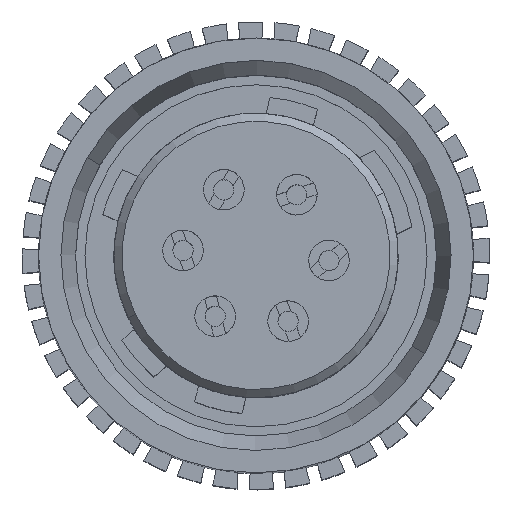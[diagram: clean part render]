
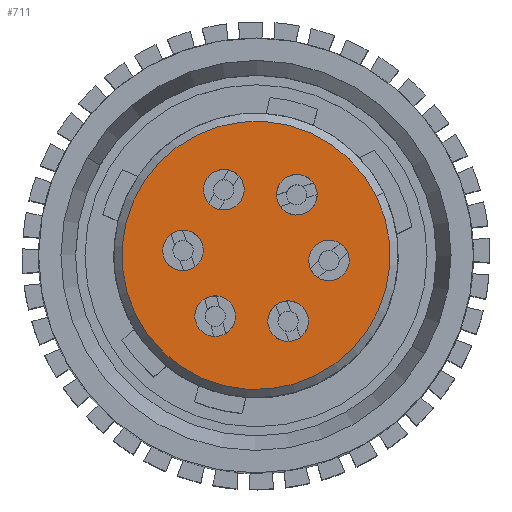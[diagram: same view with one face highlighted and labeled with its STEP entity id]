
A CAD part, top view. The second image highlights one B-rep face of the part: STEP entity #711.
In plain terms, the highlighted planar face has unit normal (0, 0, 1).
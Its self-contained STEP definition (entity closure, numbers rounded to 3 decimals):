
#228 = EDGE_CURVE ( 'NONE', #9383, #32901, #36164, .T. ) ;
#477 = CIRCLE ( 'NONE', #3028, 0.5 ) ;
#711 = ADVANCED_FACE ( 'NONE', ( #5647, #38965, #18675, #51242, #47238, #41923, #21892 ), #1629, .T. ) ;
#1343 = AXIS2_PLACEMENT_3D ( 'NONE', #8234, #21265, #3968 ) ;
#1629 = PLANE ( 'NONE',  #6481 ) ;
#1648 = DIRECTION ( 'NONE',  ( 0.898, 0.439, 0. ) ) ;
#2367 = AXIS2_PLACEMENT_3D ( 'NONE', #16684, #40720, #4175 ) ;
#2610 = DIRECTION ( 'NONE',  ( 0., 0., 1. ) ) ;
#2806 = DIRECTION ( 'NONE',  ( 0.898, 0.439, 0. ) ) ;
#2840 = EDGE_CURVE ( 'NONE', #20833, #10030, #28827, .T. ) ;
#3028 = AXIS2_PLACEMENT_3D ( 'NONE', #51102, #26283, #50841 ) ;
#3080 = DIRECTION ( 'NONE',  ( 0., 0., -1. ) ) ;
#3474 = CARTESIAN_POINT ( 'NONE',  ( -1.24, 1.397, 16.2 ) ) ;
#3635 = DIRECTION ( 'NONE',  ( 0.898, 0.439, 0. ) ) ;
#3968 = DIRECTION ( 'NONE',  ( 0.898, 0.439, 0. ) ) ;
#4175 = DIRECTION ( 'NONE',  ( 0.898, 0.439, 0. ) ) ;
#4642 = AXIS2_PLACEMENT_3D ( 'NONE', #40183, #7375, #3635 ) ;
#4966 = CIRCLE ( 'NONE', #31342, 0.5 ) ;
#5647 = FACE_OUTER_BOUND ( 'NONE', #12473, .T. ) ;
#6169 = CARTESIAN_POINT ( 'NONE',  ( -1.005, -1.493, 16.2 ) ) ;
#6481 = AXIS2_PLACEMENT_3D ( 'NONE', #12851, #41944, #20861 ) ;
#6621 = VERTEX_POINT ( 'NONE', #9219 ) ;
#6722 = VERTEX_POINT ( 'NONE', #6994 ) ;
#6994 = CARTESIAN_POINT ( 'NONE',  ( 2.964, 1.45, 16.2 ) ) ;
#7375 = DIRECTION ( 'NONE',  ( 0., 0., 1. ) ) ;
#7947 = VERTEX_POINT ( 'NONE', #23598 ) ;
#8063 = ORIENTED_EDGE ( 'NONE', *, *, #19929, .F. ) ;
#8083 = DIRECTION ( 'NONE',  ( 0., 0., 1. ) ) ;
#8234 = CARTESIAN_POINT ( 'NONE',  ( -1.005, -1.493, 16.2 ) ) ;
#8378 = AXIS2_PLACEMENT_3D ( 'NONE', #48457, #11116, #43671 ) ;
#8701 = EDGE_CURVE ( 'NONE', #7947, #21187, #37054, .T. ) ;
#9219 = CARTESIAN_POINT ( 'NONE',  ( -2.964, -1.45, 16.2 ) ) ;
#9371 = ORIENTED_EDGE ( 'NONE', *, *, #12138, .F. ) ;
#9383 = VERTEX_POINT ( 'NONE', #25958 ) ;
#9423 = EDGE_LOOP ( 'NONE', ( #10940, #16191 ) ) ;
#10030 = VERTEX_POINT ( 'NONE', #3474 ) ;
#10549 = CARTESIAN_POINT ( 'NONE',  ( 0., 0., 16.2 ) ) ;
#10940 = ORIENTED_EDGE ( 'NONE', *, *, #35895, .F. ) ;
#11116 = DIRECTION ( 'NONE',  ( 0., 0., 1. ) ) ;
#11185 = EDGE_CURVE ( 'NONE', #38902, #22909, #41707, .T. ) ;
#11249 = VERTEX_POINT ( 'NONE', #48829 ) ;
#12138 = EDGE_CURVE ( 'NONE', #6722, #6621, #31609, .T. ) ;
#12473 = EDGE_LOOP ( 'NONE', ( #9371, #46335 ) ) ;
#12631 = CARTESIAN_POINT ( 'NONE',  ( 0.342, -1.837, 16.2 ) ) ;
#12851 = CARTESIAN_POINT ( 'NONE',  ( 1.395, -2.852, 16.2 ) ) ;
#14245 = DIRECTION ( 'NONE',  ( 0., 0., 1. ) ) ;
#14566 = AXIS2_PLACEMENT_3D ( 'NONE', #10549, #3080, #2806 ) ;
#14681 = DIRECTION ( 'NONE',  ( 0.898, 0.439, 0. ) ) ;
#14861 = CARTESIAN_POINT ( 'NONE',  ( 1.796, -0.123, 16.2 ) ) ;
#15119 = CIRCLE ( 'NONE', #2367, 0.5 ) ;
#15214 = CARTESIAN_POINT ( 'NONE',  ( 0.556, 1.274, 16.2 ) ) ;
#15543 = DIRECTION ( 'NONE',  ( -0.898, -0.439, 0. ) ) ;
#15695 = CIRCLE ( 'NONE', #22505, 3.3 ) ;
#16191 = ORIENTED_EDGE ( 'NONE', *, *, #22919, .F. ) ;
#16684 = CARTESIAN_POINT ( 'NONE',  ( 0.791, -1.617, 16.2 ) ) ;
#17461 = VERTEX_POINT ( 'NONE', #12631 ) ;
#18675 = FACE_BOUND ( 'NONE', #48498, .T. ) ;
#19010 = EDGE_CURVE ( 'NONE', #28176, #17461, #51799, .T. ) ;
#19929 = EDGE_CURVE ( 'NONE', #22909, #38902, #477, .T. ) ;
#20312 = CARTESIAN_POINT ( 'NONE',  ( -1.347, 0.343, 16.2 ) ) ;
#20542 = VERTEX_POINT ( 'NONE', #49595 ) ;
#20757 = EDGE_LOOP ( 'NONE', ( #44482, #39253 ) ) ;
#20833 = VERTEX_POINT ( 'NONE', #37001 ) ;
#20861 = DIRECTION ( 'NONE',  ( -0.898, -0.439, 0. ) ) ;
#21084 = AXIS2_PLACEMENT_3D ( 'NONE', #34970, #51245, #14681 ) ;
#21187 = VERTEX_POINT ( 'NONE', #23614 ) ;
#21265 = DIRECTION ( 'NONE',  ( 0., 0., 1. ) ) ;
#21892 = FACE_BOUND ( 'NONE', #29639, .T. ) ;
#22505 = AXIS2_PLACEMENT_3D ( 'NONE', #45930, #38192, #1648 ) ;
#22579 = CIRCLE ( 'NONE', #33673, 0.5 ) ;
#22909 = VERTEX_POINT ( 'NONE', #38442 ) ;
#22919 = EDGE_CURVE ( 'NONE', #20542, #11249, #22579, .T. ) ;
#23488 = DIRECTION ( 'NONE',  ( -0.898, -0.439, 0. ) ) ;
#23598 = CARTESIAN_POINT ( 'NONE',  ( 1.347, -0.343, 16.2 ) ) ;
#23614 = CARTESIAN_POINT ( 'NONE',  ( 2.245, 0.096, 16.2 ) ) ;
#24348 = CIRCLE ( 'NONE', #1343, 0.5 ) ;
#25327 = EDGE_CURVE ( 'NONE', #21187, #7947, #4966, .T. ) ;
#25958 = CARTESIAN_POINT ( 'NONE',  ( 1.454, 1.713, 16.2 ) ) ;
#26283 = DIRECTION ( 'NONE',  ( 0., 0., 1. ) ) ;
#26435 = DIRECTION ( 'NONE',  ( 0.898, 0.439, 0. ) ) ;
#26526 = CARTESIAN_POINT ( 'NONE',  ( 1.005, 1.493, 16.2 ) ) ;
#27327 = DIRECTION ( 'NONE',  ( 0.898, 0.439, 0. ) ) ;
#27588 = DIRECTION ( 'NONE',  ( 0., 0., 1. ) ) ;
#27866 = EDGE_LOOP ( 'NONE', ( #43113, #8063 ) ) ;
#28176 = VERTEX_POINT ( 'NONE', #32102 ) ;
#28360 = CARTESIAN_POINT ( 'NONE',  ( 1.796, -0.123, 16.2 ) ) ;
#28749 = ORIENTED_EDGE ( 'NONE', *, *, #25327, .F. ) ;
#28827 = CIRCLE ( 'NONE', #8378, 0.5 ) ;
#29117 = EDGE_CURVE ( 'NONE', #32901, #9383, #36643, .T. ) ;
#29639 = EDGE_LOOP ( 'NONE', ( #32370, #32068 ) ) ;
#30117 = CIRCLE ( 'NONE', #36941, 0.5 ) ;
#31342 = AXIS2_PLACEMENT_3D ( 'NONE', #28360, #8083, #15543 ) ;
#31495 = DIRECTION ( 'NONE',  ( 0., 0., 1. ) ) ;
#31527 = ORIENTED_EDGE ( 'NONE', *, *, #8701, .F. ) ;
#31609 = CIRCLE ( 'NONE', #14566, 3.3 ) ;
#32068 = ORIENTED_EDGE ( 'NONE', *, *, #37681, .F. ) ;
#32102 = CARTESIAN_POINT ( 'NONE',  ( 1.24, -1.397, 16.2 ) ) ;
#32291 = AXIS2_PLACEMENT_3D ( 'NONE', #44290, #36548, #23488 ) ;
#32370 = ORIENTED_EDGE ( 'NONE', *, *, #19010, .F. ) ;
#32831 = EDGE_CURVE ( 'NONE', #6621, #6722, #15695, .T. ) ;
#32901 = VERTEX_POINT ( 'NONE', #15214 ) ;
#33622 = AXIS2_PLACEMENT_3D ( 'NONE', #14861, #2610, #50900 ) ;
#33673 = AXIS2_PLACEMENT_3D ( 'NONE', #6169, #31495, #26435 ) ;
#33806 = DIRECTION ( 'NONE',  ( -0.898, -0.439, 0. ) ) ;
#34970 = CARTESIAN_POINT ( 'NONE',  ( 0.791, -1.617, 16.2 ) ) ;
#35895 = EDGE_CURVE ( 'NONE', #11249, #20542, #24348, .T. ) ;
#36164 = CIRCLE ( 'NONE', #4642, 0.5 ) ;
#36548 = DIRECTION ( 'NONE',  ( 0., 0., 1. ) ) ;
#36643 = CIRCLE ( 'NONE', #42611, 0.5 ) ;
#36941 = AXIS2_PLACEMENT_3D ( 'NONE', #47868, #27588, #33806 ) ;
#37001 = CARTESIAN_POINT ( 'NONE',  ( -0.342, 1.837, 16.2 ) ) ;
#37054 = CIRCLE ( 'NONE', #33622, 0.5 ) ;
#37066 = EDGE_LOOP ( 'NONE', ( #44053, #45581 ) ) ;
#37681 = EDGE_CURVE ( 'NONE', #17461, #28176, #15119, .T. ) ;
#38192 = DIRECTION ( 'NONE',  ( 0., 0., -1. ) ) ;
#38442 = CARTESIAN_POINT ( 'NONE',  ( -2.245, -0.096, 16.2 ) ) ;
#38902 = VERTEX_POINT ( 'NONE', #20312 ) ;
#38965 = FACE_BOUND ( 'NONE', #9423, .T. ) ;
#39253 = ORIENTED_EDGE ( 'NONE', *, *, #50766, .F. ) ;
#40183 = CARTESIAN_POINT ( 'NONE',  ( 1.005, 1.493, 16.2 ) ) ;
#40720 = DIRECTION ( 'NONE',  ( 0., 0., 1. ) ) ;
#41707 = CIRCLE ( 'NONE', #32291, 0.5 ) ;
#41923 = FACE_BOUND ( 'NONE', #27866, .T. ) ;
#41944 = DIRECTION ( 'NONE',  ( 0., 0., 1. ) ) ;
#42611 = AXIS2_PLACEMENT_3D ( 'NONE', #26526, #14245, #27327 ) ;
#43113 = ORIENTED_EDGE ( 'NONE', *, *, #11185, .F. ) ;
#43671 = DIRECTION ( 'NONE',  ( -0.898, -0.439, 0. ) ) ;
#44053 = ORIENTED_EDGE ( 'NONE', *, *, #228, .F. ) ;
#44290 = CARTESIAN_POINT ( 'NONE',  ( -1.796, 0.123, 16.2 ) ) ;
#44482 = ORIENTED_EDGE ( 'NONE', *, *, #2840, .F. ) ;
#45581 = ORIENTED_EDGE ( 'NONE', *, *, #29117, .F. ) ;
#45930 = CARTESIAN_POINT ( 'NONE',  ( 0., 0., 16.2 ) ) ;
#46335 = ORIENTED_EDGE ( 'NONE', *, *, #32831, .F. ) ;
#47238 = FACE_BOUND ( 'NONE', #20757, .T. ) ;
#47868 = CARTESIAN_POINT ( 'NONE',  ( -0.791, 1.617, 16.2 ) ) ;
#48457 = CARTESIAN_POINT ( 'NONE',  ( -0.791, 1.617, 16.2 ) ) ;
#48498 = EDGE_LOOP ( 'NONE', ( #28749, #31527 ) ) ;
#48829 = CARTESIAN_POINT ( 'NONE',  ( -0.556, -1.274, 16.2 ) ) ;
#49595 = CARTESIAN_POINT ( 'NONE',  ( -1.454, -1.713, 16.2 ) ) ;
#50766 = EDGE_CURVE ( 'NONE', #10030, #20833, #30117, .T. ) ;
#50841 = DIRECTION ( 'NONE',  ( -0.898, -0.439, 0. ) ) ;
#50900 = DIRECTION ( 'NONE',  ( -0.898, -0.439, 0. ) ) ;
#51102 = CARTESIAN_POINT ( 'NONE',  ( -1.796, 0.123, 16.2 ) ) ;
#51242 = FACE_BOUND ( 'NONE', #37066, .T. ) ;
#51245 = DIRECTION ( 'NONE',  ( 0., 0., 1. ) ) ;
#51799 = CIRCLE ( 'NONE', #21084, 0.5 ) ;
